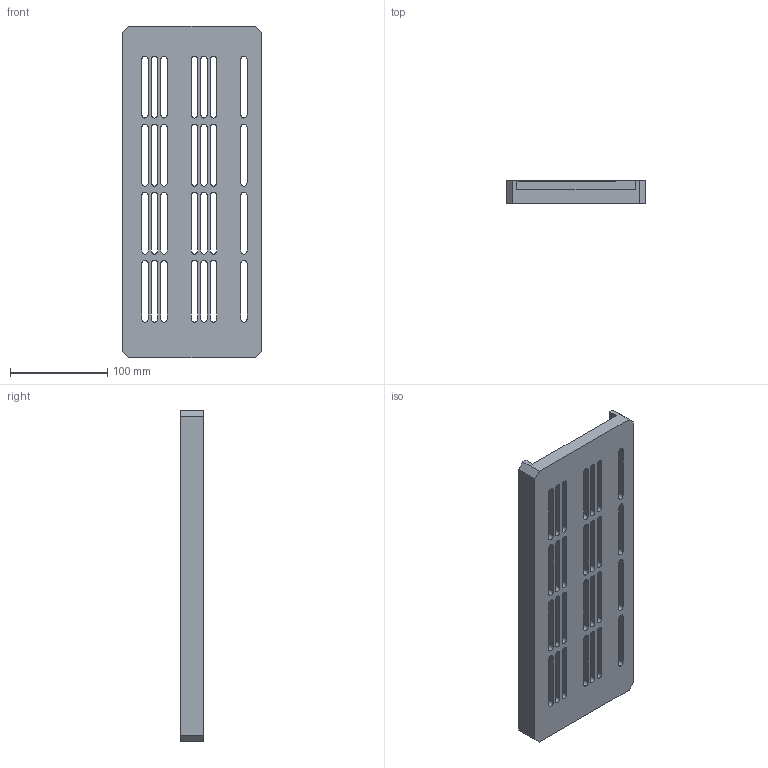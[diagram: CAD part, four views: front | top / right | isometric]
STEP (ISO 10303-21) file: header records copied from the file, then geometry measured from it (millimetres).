
FILE_DESCRIPTION (( 'STEP AP203' ), '1' );
FILE_NAME ('1028333.STEP', '2024-11-25T23:57:24', ( '' ), ( '' ), 'SwSTEP 2.0', 'SolidWorks 2021', '' );
FILE_SCHEMA (( 'CONFIG_CONTROL_DESIGN' ));
Length unit declared in the file: inch
Products named in the file (1): 1028333
Bounding box: 143 x 23.83 x 340.36 mm (x, y, z)
Volume: 359498.1 mm3; surface area: 134801.2 mm2
Topology: 1 solids, 1 shells, 177 faces, 522 edges, 348 vertices
Faces by surface type: cylinder 93, plane 84
Entity records: 6153 total; most frequent: DIRECTION 1064, CARTESIAN_POINT 1048, ORIENTED_EDGE 1044, EDGE_CURVE 522, AXIS2_PLACEMENT_3D 364, VERTEX_POINT 348, VECTOR 336, LINE 336
